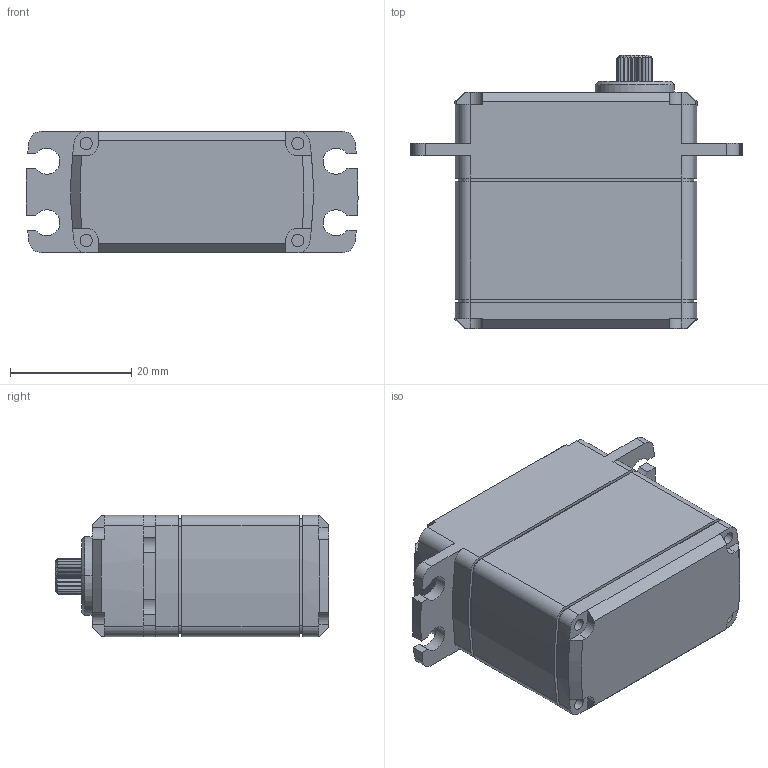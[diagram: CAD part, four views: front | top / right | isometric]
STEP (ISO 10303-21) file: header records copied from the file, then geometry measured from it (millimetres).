
FILE_DESCRIPTION((''),'2;1');
FILE_NAME('823-MOXINGTU','2018-07-02T',('kk'),(''),'CREO PARAMETRIC BY PTC INC, 2014190','CREO PARAMETRIC BY PTC INC, 2014190','');
FILE_SCHEMA(('CONFIG_CONTROL_DESIGN'));
Length unit declared in the file: millimetre
Products named in the file (1): 823-MOXINGTU
Bounding box: 54.78 x 45.05 x 20 mm (x, y, z)
Volume: 30657.6 mm3; surface area: 7563.7 mm2
Topology: 1 solids, 1 shells, 253 faces, 697 edges, 461 vertices
Faces by surface type: cylinder 165, plane 68, cone 10, bspline 10
Entity records: 10699 total; most frequent: CARTESIAN_POINT 4173, ORIENTED_EDGE 1394, DIRECTION 1352, EDGE_CURVE 697, AXIS2_PLACEMENT_3D 515, VERTEX_POINT 461, VECTOR 322, LINE 322
